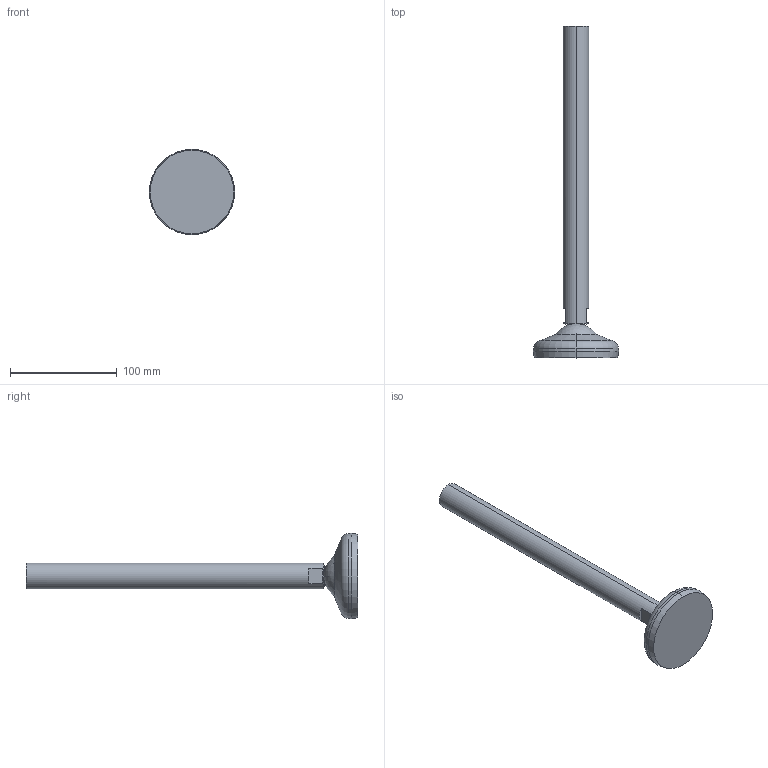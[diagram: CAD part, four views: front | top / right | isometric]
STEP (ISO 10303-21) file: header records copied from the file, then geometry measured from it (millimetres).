
FILE_DESCRIPTION (( 'STEP AP203' ), '1' );
FILE_NAME ('HLFx0 - HLF80-M24-L280-R19.STEP', '2024-08-22T06:42:07', ( '' ), ( '' ), 'SwSTEP 2.0', 'SolidWorks 2024', '' );
FILE_SCHEMA (( 'CONFIG_CONTROL_DESIGN' ));
Length unit declared in the file: millimetre
Products named in the file (1): HLFx0 - HLF80-M24-L280-R19
Bounding box: 80 x 311.5 x 80 mm (x, y, z)
Volume: 222883.6 mm3; surface area: 35404.5 mm2
Topology: 1 solids, 1 shells, 28 faces, 58 edges, 36 vertices
Faces by surface type: plane 10, cone 8, cylinder 4, torus 4, sphere 2
Entity records: 833 total; most frequent: DIRECTION 154, CARTESIAN_POINT 123, ORIENTED_EDGE 116, AXIS2_PLACEMENT_3D 67, EDGE_CURVE 58, CIRCLE 38, VERTEX_POINT 36, EDGE_LOOP 32
